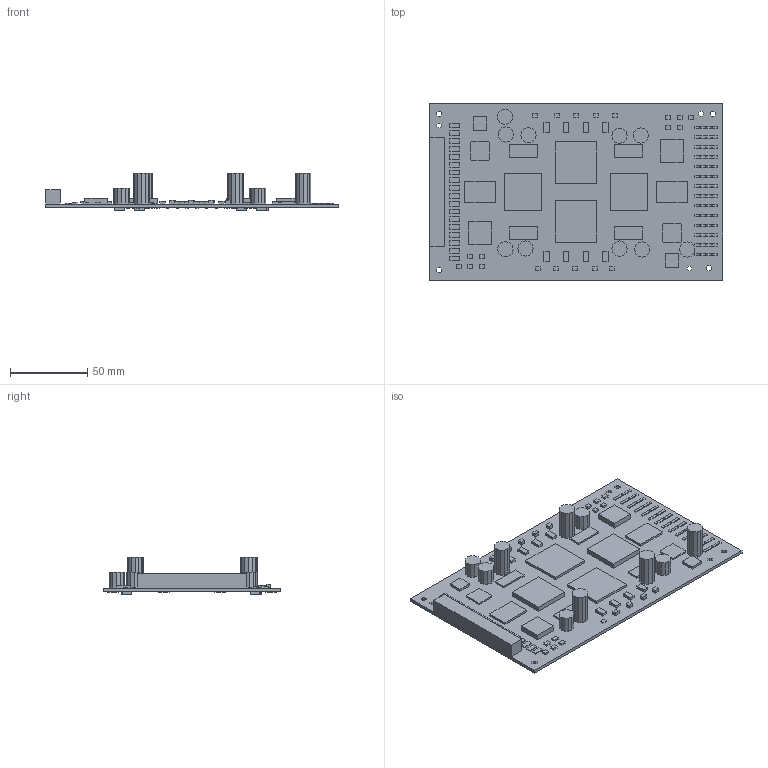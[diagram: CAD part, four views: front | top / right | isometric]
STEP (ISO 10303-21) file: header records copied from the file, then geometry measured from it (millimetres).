
FILE_DESCRIPTION(('STEP AP214'),'1');
FILE_NAME('CCA.stp','2021-03-15T16:22:58',(''),(''),'Sherlock 21.1 (build 20201106.2)',' ',' ');
FILE_SCHEMA(('CONFIG_CONTROL_DESIGN'));
Length unit declared in the file: millimetre
Products named in the file (222): COMP_C1; COMP_C2; COMP_C3; COMP_C4; COMP_C5; COMP_C6; COMP_C7; COMP_C8; COMP_C9; COMP_C10; COMP_C11; COMP_C12; COMP_C13; COMP_C14; COMP_C15; COMP_C16; COMP_C17; COMP_C18; COMP_C19; COMP_C20; COMP_C21; COMP_C22; COMP_C23; COMP_C24; COMP_C25; COMP_C26; COMP_C27; COMP_C28; COMP_C29; COMP_C30; COMP_J1; COMP_Q1; COMP_Q2; COMP_Q3; COMP_Q4; COMP_Q5; COMP_Q6; COMP_Q7; COMP_Q8; COMP_Q9 ...
Bounding box: 190.54 x 114.34 x 24.41 mm (x, y, z)
Volume: 75552.4 mm3; surface area: 70943 mm2
Topology: 222 solids, 222 shells, 1476 faces, 3096 edges, 2064 vertices
Faces by surface type: plane 1476
Entity records: 32525 total; most frequent: ORIENTED_EDGE 6192, CARTESIAN_POINT 3541, LINE 3096, EDGE_CURVE 3096, DIRECTION 2968, VERTEX_POINT 2064, VECTOR 1490, EDGE_LOOP 1490
